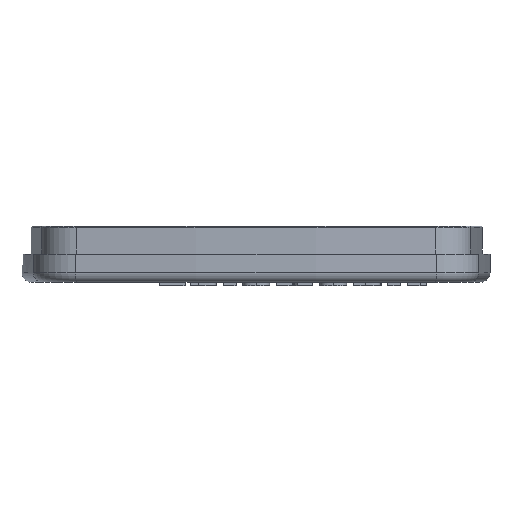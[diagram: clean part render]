
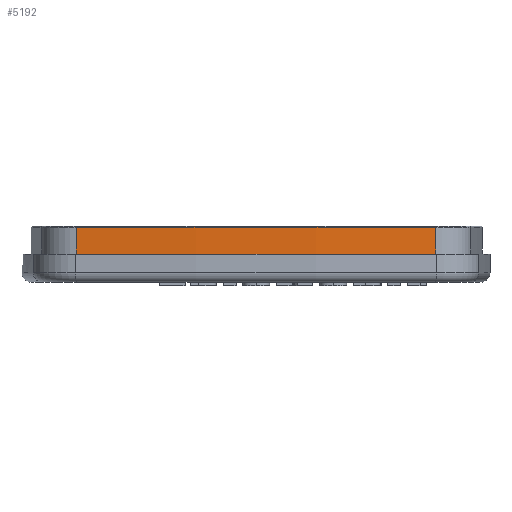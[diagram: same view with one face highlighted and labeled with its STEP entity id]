
A CAD part, front view. The second image highlights one B-rep face of the part: STEP entity #5192.
In plain terms, the highlighted cylindrical face has radius 208.233 mm (diameter 416.467 mm), a partial arc.
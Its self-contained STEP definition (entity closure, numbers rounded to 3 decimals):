
#356 = AXIS2_PLACEMENT_3D ( 'NONE', #4898, #8009, #6777 ) ;
#418 = EDGE_LOOP ( 'NONE', ( #4628, #3090, #7090, #6153 ) ) ;
#775 = DIRECTION ( 'NONE',  ( 0., 0., 1. ) ) ;
#940 = AXIS2_PLACEMENT_3D ( 'NONE', #3141, #3772, #4000 ) ;
#1677 = CARTESIAN_POINT ( 'NONE',  ( -19.203, -38.263, 4.35 ) ) ;
#1779 = DIRECTION ( 'NONE',  ( -1., 0., 0. ) ) ;
#1914 = DIRECTION ( 'NONE',  ( 0., 0., 1. ) ) ;
#2009 = LINE ( 'NONE', #4575, #6786 ) ;
#2201 = VERTEX_POINT ( 'NONE', #8037 ) ;
#2481 = DIRECTION ( 'NONE',  ( 0., 0., 1. ) ) ;
#2494 = CARTESIAN_POINT ( 'NONE',  ( 19.203, -38.263, 4.35 ) ) ;
#2817 = EDGE_CURVE ( 'NONE', #3322, #2201, #4786, .T. ) ;
#2999 = CARTESIAN_POINT ( 'NONE',  ( 0., 169.083, 1.5 ) ) ;
#3090 = ORIENTED_EDGE ( 'NONE', *, *, #4897, .T. ) ;
#3141 = CARTESIAN_POINT ( 'NONE',  ( 0., 169.083, -90.912 ) ) ;
#3161 = VERTEX_POINT ( 'NONE', #1677 ) ;
#3322 = VERTEX_POINT ( 'NONE', #3733 ) ;
#3588 = AXIS2_PLACEMENT_3D ( 'NONE', #2999, #2481, #1779 ) ;
#3733 = CARTESIAN_POINT ( 'NONE',  ( -19.203, -38.263, 1.5 ) ) ;
#3772 = DIRECTION ( 'NONE',  ( 0., 0., 1. ) ) ;
#4000 = DIRECTION ( 'NONE',  ( 1., 0., 0. ) ) ;
#4575 = CARTESIAN_POINT ( 'NONE',  ( -19.203, -38.263, -90.912 ) ) ;
#4628 = ORIENTED_EDGE ( 'NONE', *, *, #7398, .T. ) ;
#4786 = CIRCLE ( 'NONE', #3588, 208.233 ) ;
#4897 = EDGE_CURVE ( 'NONE', #7368, #3161, #6719, .T. ) ;
#4898 = CARTESIAN_POINT ( 'NONE',  ( 0., 169.083, 4.35 ) ) ;
#5192 = ADVANCED_FACE ( 'NONE', ( #7303 ), #6019, .T. ) ;
#6019 = CYLINDRICAL_SURFACE ( 'NONE', #940, 208.233 ) ;
#6153 = ORIENTED_EDGE ( 'NONE', *, *, #2817, .T. ) ;
#6189 = LINE ( 'NONE', #6966, #7185 ) ;
#6719 = CIRCLE ( 'NONE', #356, 208.233 ) ;
#6777 = DIRECTION ( 'NONE',  ( 1., 0., 0. ) ) ;
#6786 = VECTOR ( 'NONE', #775, 1000. ) ;
#6966 = CARTESIAN_POINT ( 'NONE',  ( 19.203, -38.263, -90.912 ) ) ;
#7090 = ORIENTED_EDGE ( 'NONE', *, *, #7890, .F. ) ;
#7185 = VECTOR ( 'NONE', #1914, 1000. ) ;
#7303 = FACE_OUTER_BOUND ( 'NONE', #418, .T. ) ;
#7368 = VERTEX_POINT ( 'NONE', #2494 ) ;
#7398 = EDGE_CURVE ( 'NONE', #2201, #7368, #6189, .T. ) ;
#7890 = EDGE_CURVE ( 'NONE', #3322, #3161, #2009, .T. ) ;
#8009 = DIRECTION ( 'NONE',  ( 0., 0., -1. ) ) ;
#8037 = CARTESIAN_POINT ( 'NONE',  ( 19.203, -38.263, 1.5 ) ) ;
